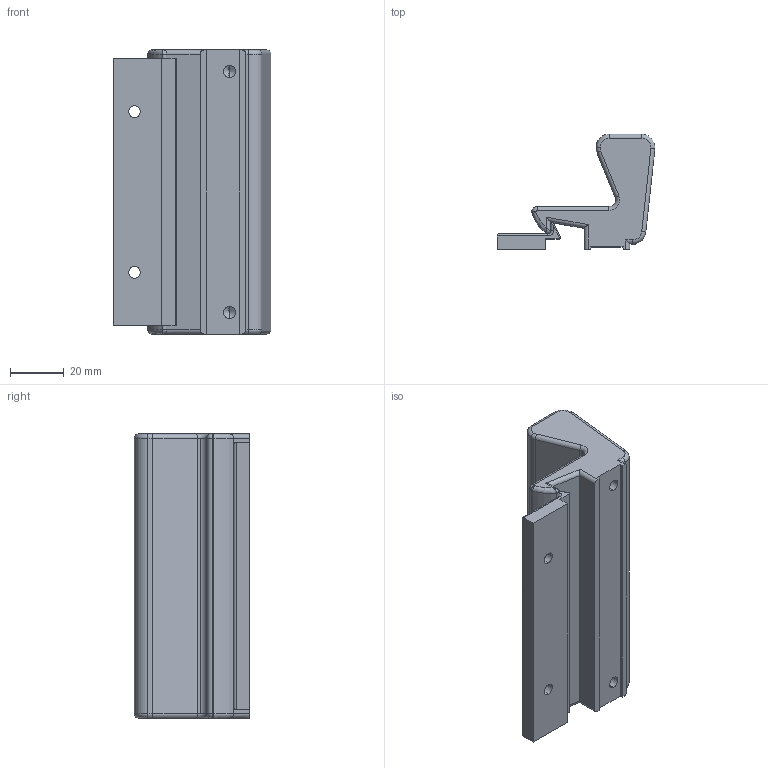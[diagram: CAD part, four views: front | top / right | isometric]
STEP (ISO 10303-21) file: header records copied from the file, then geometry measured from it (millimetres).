
FILE_DESCRIPTION (( 'STEP AP203' ), '1' );
FILE_NAME ('084.506.003.STEP', '2013-01-28T10:29:46', ( 'Alusic' ), ( 'Alusic' ), 'SwSTEP 2.0', 'SolidWorks 2011', '' );
FILE_SCHEMA (( 'CONFIG_CONTROL_DESIGN' ));
Length unit declared in the file: millimetre
Products named in the file (3): 084.506.003; 084.506.003-2_BASSO; 084.506.003-1
Assembly tree (2 placements, depth 2):
  084.506.003
    084.506.003-2_BASSO
    084.506.003-1
Bounding box: 58.91 x 43 x 106 mm (x, y, z)
Volume: 112980.6 mm3; surface area: 27790.6 mm2
Topology: 2 solids, 2 shells, 101 faces, 239 edges, 138 vertices
Faces by surface type: cylinder 46, plane 25, torus 18, cone 8, bspline 4
Entity records: 3410 total; most frequent: CARTESIAN_POINT 811, DIRECTION 517, ORIENTED_EDGE 466, EDGE_CURVE 233, AXIS2_PLACEMENT_3D 200, VERTEX_POINT 138, LINE 117, VECTOR 117
